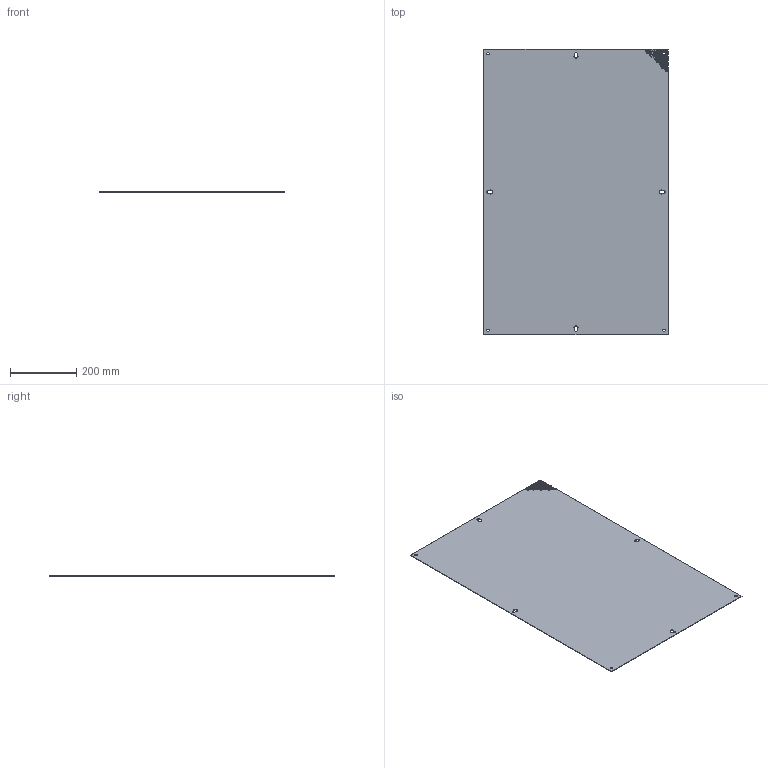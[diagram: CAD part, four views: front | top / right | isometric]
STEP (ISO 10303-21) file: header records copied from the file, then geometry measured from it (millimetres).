
FILE_DESCRIPTION (( 'STEP AP203' ), '1' );
FILE_NAME ('SCE-36N24MPP.step', '2021-01-08T15:38:58', ( 'ADC123' ), ( 'Microsoft' ), 'SwSTEP 2.0', 'SolidWorks 2019', '' );
FILE_SCHEMA (( 'CONFIG_CONTROL_DESIGN' ));
Length unit declared in the file: inch
Products named in the file (1): SCE-36N24MPP
Bounding box: 558.8 x 863.6 x 1.52 mm (x, y, z)
Volume: 733296.1 mm3; surface area: 968198.8 mm2
Topology: 1 solids, 1 shells, 140 faces, 414 edges, 276 vertices
Faces by surface type: cylinder 109, plane 31
Full cylindrical faces by diameter (mm): 3.175 x68, 7.518 x3
Entity records: 4824 total; most frequent: DIRECTION 843, CARTESIAN_POINT 760, ORIENTED_EDGE 686, EDGE_LOOP 363, AXIS2_PLACEMENT_3D 359, EDGE_CURVE 343, VERTEX_POINT 276, CIRCLE 218
